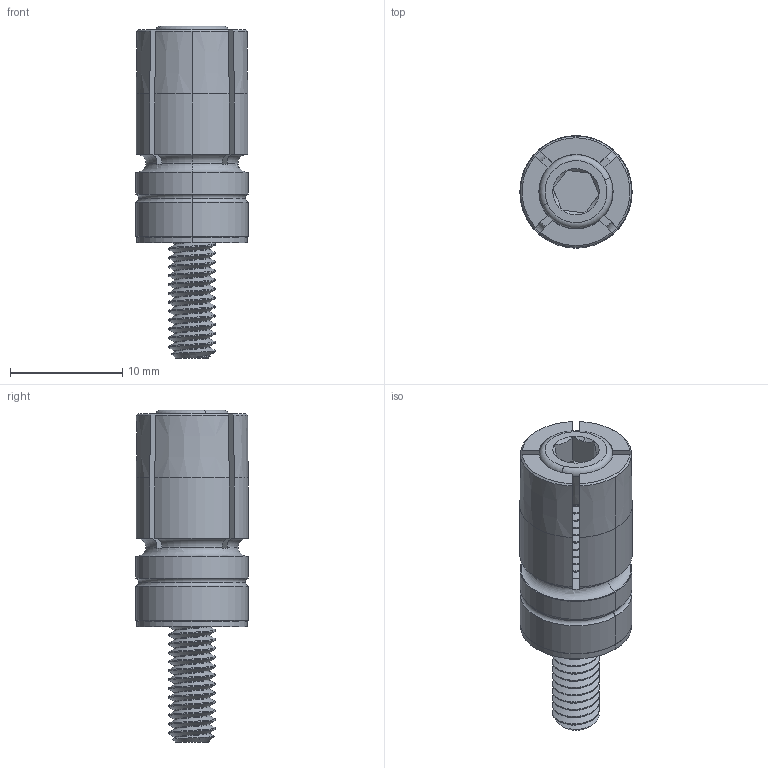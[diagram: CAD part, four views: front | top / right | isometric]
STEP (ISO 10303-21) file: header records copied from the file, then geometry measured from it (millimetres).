
FILE_DESCRIPTION (( 'STEP AP214' ), '1' );
FILE_NAME ('38740.STEP', '2016-02-25T14:44:17', ( 'Mike W' ), ( '' ), 'SwSTEP 2.0', 'SolidWorks 2015', '' );
FILE_SCHEMA (( 'AUTOMOTIVE_DESIGN' ));
Length unit declared in the file: inch
Products named in the file (3): 31002_31002; 387401_387401; 38740
Assembly tree (2 placements, depth 2):
  38740
    387401_387401
    31002_31002
Bounding box: 10 x 10 x 29.57 mm (x, y, z)
Volume: 1358.3 mm3; surface area: 1846.3 mm2
Topology: 2 solids, 2 shells, 224 faces, 621 edges, 403 vertices
Faces by surface type: cylinder 144, cone 32, plane 32, torus 14, bspline 2
Entity records: 10318 total; most frequent: CARTESIAN_POINT 5234, ORIENTED_EDGE 1242, DIRECTION 872, EDGE_CURVE 621, VERTEX_POINT 403, AXIS2_PLACEMENT_3D 334, EDGE_LOOP 228, ADVANCED_FACE 224
